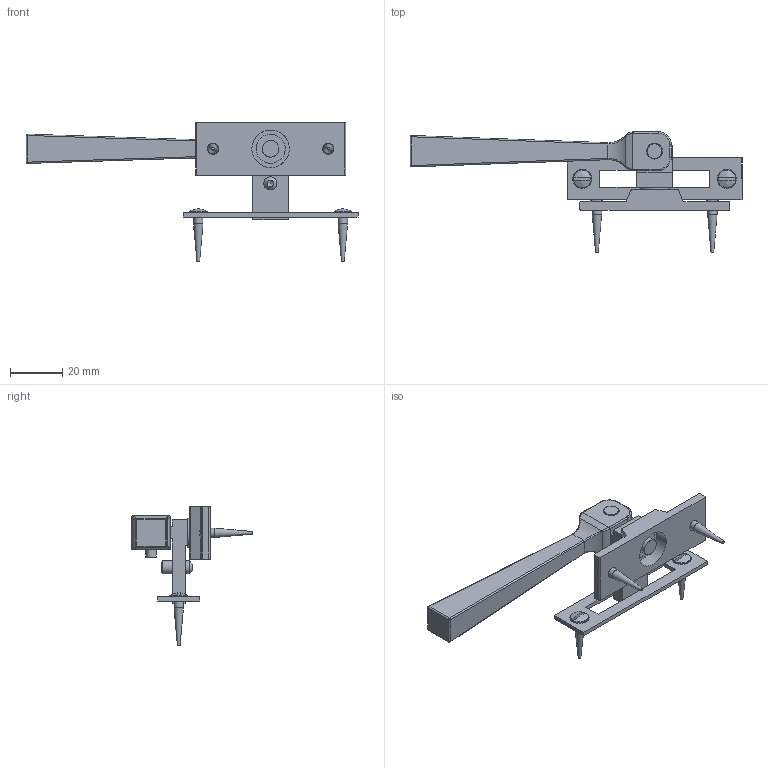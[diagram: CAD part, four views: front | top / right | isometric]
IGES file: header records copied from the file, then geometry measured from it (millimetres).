
Global section: file name: P4527L-MP; native system: Autodesk Inventor 2018; preprocessor: unknown; author: ashami; date: 20180716.104014; units: millimetre
Bounding box: 126.55 x 45.91 x 52.96 mm (x, y, z)
Volume: 18453.7 mm3; surface area: 13449.7 mm2
Topology: 12 solids, 12 shells, 202 faces, 484 edges, 304 vertices
Faces by surface type: bspline 202
